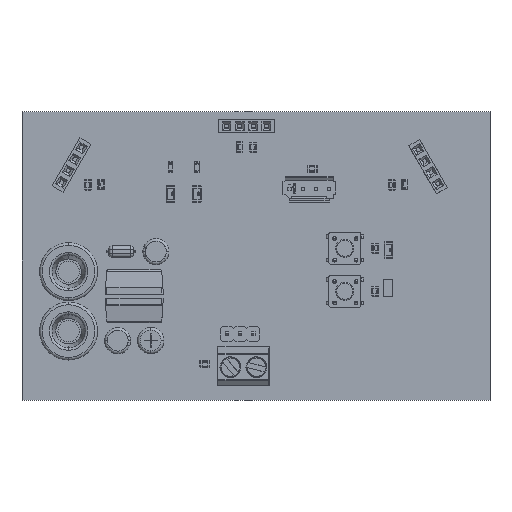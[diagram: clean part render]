
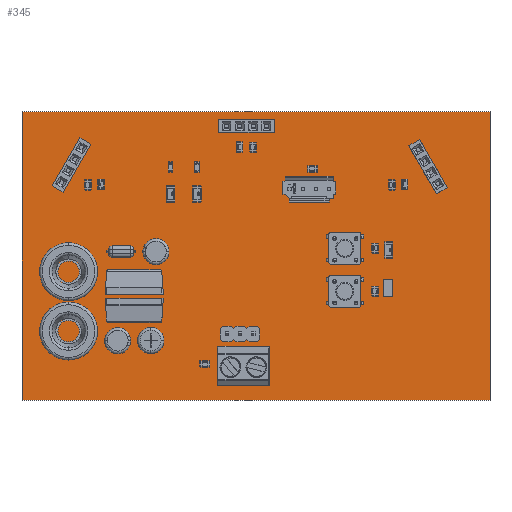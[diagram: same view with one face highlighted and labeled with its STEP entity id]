
A CAD part, top view. The second image highlights one B-rep face of the part: STEP entity #345.
In plain terms, the highlighted planar face has unit normal (0, 0, 1).
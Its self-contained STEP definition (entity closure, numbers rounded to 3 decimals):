
#216 = VERTEX_POINT('',#217);
#217 = CARTESIAN_POINT('',(0.,14.605,1.59));
#223 = EDGE_CURVE('',#216,#224,#226,.T.);
#224 = VERTEX_POINT('',#225);
#225 = CARTESIAN_POINT('',(0.,70.104,1.59));
#226 = LINE('',#227,#228);
#227 = CARTESIAN_POINT('',(0.,14.605,1.59));
#228 = VECTOR('',#229,1.);
#229 = DIRECTION('',(0.,1.,0.));
#254 = EDGE_CURVE('',#224,#255,#257,.T.);
#255 = VERTEX_POINT('',#256);
#256 = CARTESIAN_POINT('',(90.043,70.104,1.59));
#257 = LINE('',#258,#259);
#258 = CARTESIAN_POINT('',(0.,70.104,1.59));
#259 = VECTOR('',#260,1.);
#260 = DIRECTION('',(1.,0.,0.));
#285 = EDGE_CURVE('',#255,#286,#288,.T.);
#286 = VERTEX_POINT('',#287);
#287 = CARTESIAN_POINT('',(90.043,14.605,1.59));
#288 = LINE('',#289,#290);
#289 = CARTESIAN_POINT('',(90.043,70.104,1.59));
#290 = VECTOR('',#291,1.);
#291 = DIRECTION('',(0.,-1.,0.));
#316 = EDGE_CURVE('',#286,#216,#317,.T.);
#317 = LINE('',#318,#319);
#318 = CARTESIAN_POINT('',(90.043,14.605,1.59));
#319 = VECTOR('',#320,1.);
#320 = DIRECTION('',(-1.,0.,0.));
#345 = ADVANCED_FACE('',(#346),#352,.T.);
#346 = FACE_BOUND('',#347,.F.);
#347 = EDGE_LOOP('',(#348,#349,#350,#351));
#348 = ORIENTED_EDGE('',*,*,#223,.T.);
#349 = ORIENTED_EDGE('',*,*,#254,.T.);
#350 = ORIENTED_EDGE('',*,*,#285,.T.);
#351 = ORIENTED_EDGE('',*,*,#316,.T.);
#352 = PLANE('',#353);
#353 = AXIS2_PLACEMENT_3D('',#354,#355,#356);
#354 = CARTESIAN_POINT('',(0.,14.605,1.59));
#355 = DIRECTION('',(0.,0.,1.));
#356 = DIRECTION('',(1.,0.,0.));
